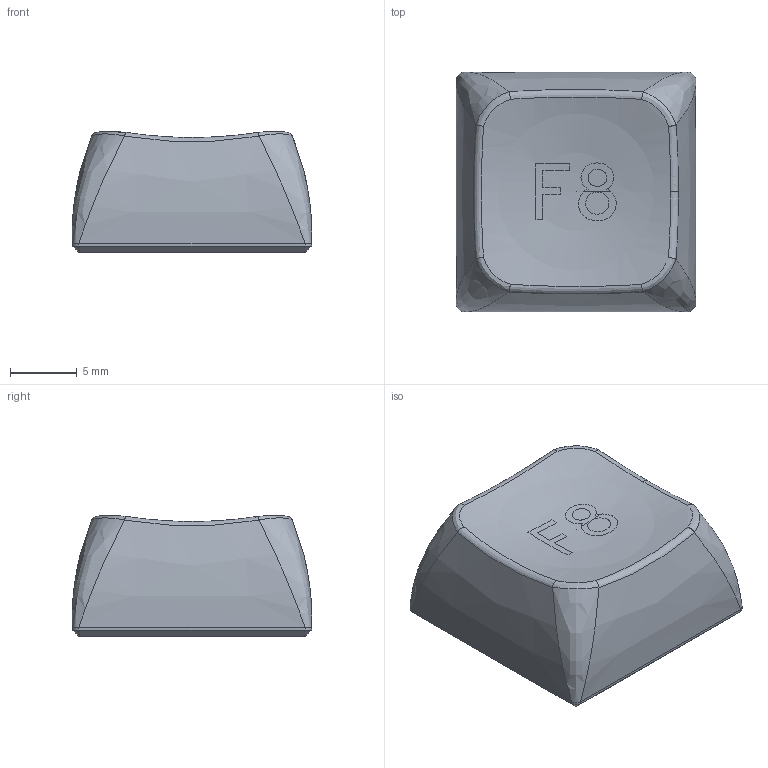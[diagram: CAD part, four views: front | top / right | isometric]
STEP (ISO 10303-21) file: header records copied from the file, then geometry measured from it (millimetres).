
FILE_DESCRIPTION(('Open CASCADE Model'),'2;1');
FILE_NAME('F8','2025-07-26T23:18:23',('Author'),('Open CASCADE'), 'Open CASCADE STEP processor 7.8','build123d','Unknown');
FILE_SCHEMA(('AUTOMOTIVE_DESIGN { 1 0 10303 214 1 1 1 1 }'));
Length unit declared in the file: millimetre
Products named in the file (7): =>[0:1:1:2]; F8; SOLID; ASSEMBLY
Assembly tree (6 placements, depth 5):
  =>[0:1:1:2]
    F8
      SOLID
      ASSEMBLY
        ASSEMBLY
          SOLID
          SOLID
Bounding box: 18 x 18 x 9.08 mm (x, y, z)
Volume: 1259.6 mm3; surface area: 1544.3 mm2
Topology: 3 solids, 3 shells, 124 faces, 326 edges, 209 vertices
Faces by surface type: plane 47, extrusion 32, bspline 26, cylinder 9, sphere 6, cone 4
Full cylindrical faces by diameter (mm): 5.5 x1
Entity records: 16950 total; most frequent: CARTESIAN_POINT 11121, DIRECTION 807, ORIENTED_EDGE 642, PCURVE 642, DEFINITIONAL_REPRESENTATION 642, VECTOR 508, LINE 476, B_SPLINE_CURVE_WITH_KNOTS 393
